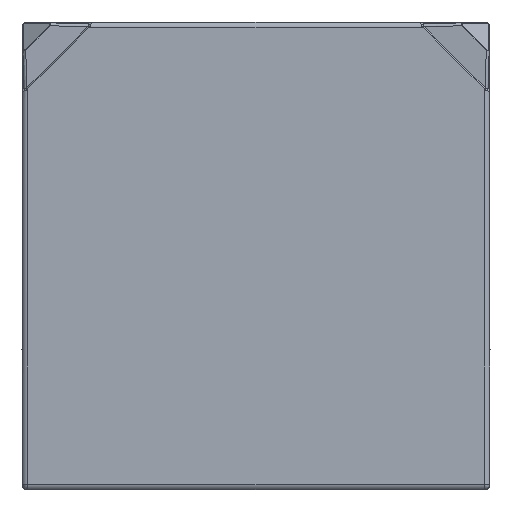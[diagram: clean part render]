
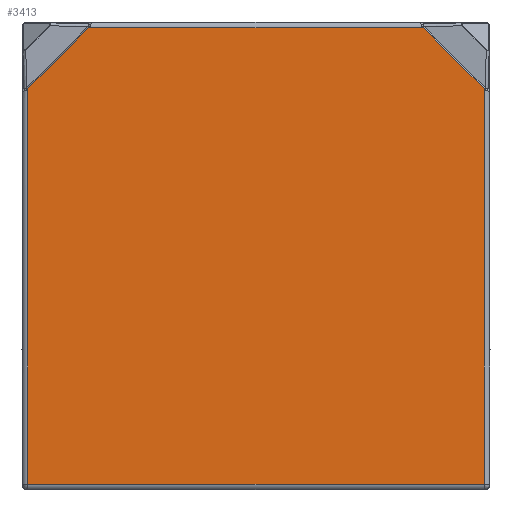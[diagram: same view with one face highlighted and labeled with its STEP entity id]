
A CAD part, front view. The second image highlights one B-rep face of the part: STEP entity #3413.
In plain terms, the highlighted planar face has unit normal (0, -1, 0).
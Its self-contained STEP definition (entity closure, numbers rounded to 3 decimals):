
#36=DIRECTION('',(-0.707,0.,0.707));
#37=VECTOR('',#36,7.348);
#38=CARTESIAN_POINT('',(39.5,0.,-5.696));
#39=LINE('',#38,#37);
#40=DIRECTION('',(0.,0.,1.));
#41=VECTOR('',#40,33.804);
#42=CARTESIAN_POINT('',(39.5,0.,-39.5));
#43=LINE('',#42,#41);
#44=DIRECTION('',(1.,0.,0.));
#45=VECTOR('',#44,39.);
#46=CARTESIAN_POINT('',(0.5,0.,-39.5));
#47=LINE('',#46,#45);
#48=DIRECTION('',(0.,0.,-1.));
#49=VECTOR('',#48,33.804);
#50=CARTESIAN_POINT('',(0.5,0.,-5.696));
#51=LINE('',#50,#49);
#52=DIRECTION('',(0.707,0.,0.707));
#53=VECTOR('',#52,7.348);
#54=CARTESIAN_POINT('',(0.5,0.,-5.696));
#55=LINE('',#54,#53);
#56=DIRECTION('',(-1.,0.,0.));
#57=VECTOR('',#56,28.608);
#58=CARTESIAN_POINT('',(34.304,0.,-0.5));
#59=LINE('',#58,#57);
#2978=CARTESIAN_POINT('',(0.5,0.,-39.5));
#2979=CARTESIAN_POINT('',(39.5,0.,-39.5));
#2980=VERTEX_POINT('',#2978);
#2981=VERTEX_POINT('',#2979);
#3290=CARTESIAN_POINT('',(0.5,0.,-5.696));
#3291=CARTESIAN_POINT('',(5.696,0.,-0.5));
#3292=VERTEX_POINT('',#3290);
#3293=VERTEX_POINT('',#3291);
#3302=CARTESIAN_POINT('',(39.5,0.,-5.696));
#3303=CARTESIAN_POINT('',(34.304,0.,-0.5));
#3304=VERTEX_POINT('',#3302);
#3305=VERTEX_POINT('',#3303);
#3394=CARTESIAN_POINT('',(0.,0.,0.));
#3395=DIRECTION('',(0.,1.,0.));
#3396=DIRECTION('',(1.,0.,0.));
#3397=AXIS2_PLACEMENT_3D('',#3394,#3395,#3396);
#3398=PLANE('',#3397);
#3400=ORIENTED_EDGE('',*,*,#3399,.F.);
#3402=ORIENTED_EDGE('',*,*,#3401,.F.);
#3404=ORIENTED_EDGE('',*,*,#3403,.F.);
#3406=ORIENTED_EDGE('',*,*,#3405,.F.);
#3408=ORIENTED_EDGE('',*,*,#3407,.T.);
#3410=ORIENTED_EDGE('',*,*,#3409,.F.);
#3411=EDGE_LOOP('',(#3400,#3402,#3404,#3406,#3408,#3410));
#3412=FACE_OUTER_BOUND('',#3411,.F.);
#3413=ADVANCED_FACE('',(#3412),#3398,.F.);
#3399=EDGE_CURVE('',#3304,#3305,#39,.T.);
#3401=EDGE_CURVE('',#2981,#3304,#43,.T.);
#3403=EDGE_CURVE('',#2980,#2981,#47,.T.);
#3405=EDGE_CURVE('',#3292,#2980,#51,.T.);
#3407=EDGE_CURVE('',#3292,#3293,#55,.T.);
#3409=EDGE_CURVE('',#3305,#3293,#59,.T.);
